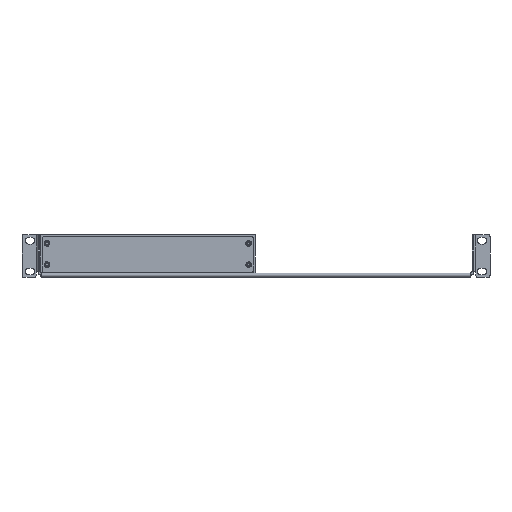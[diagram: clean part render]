
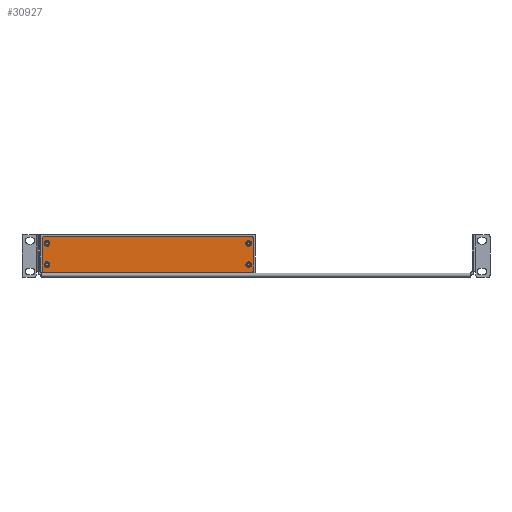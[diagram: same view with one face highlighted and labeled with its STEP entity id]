
A CAD part, top view. The second image highlights one B-rep face of the part: STEP entity #30927.
In plain terms, the highlighted face is planar.
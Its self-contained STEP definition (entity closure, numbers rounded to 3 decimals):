
#47 = CIRCLE ( 'NONE', #31083, 2. ) ;
#595 = VERTEX_POINT ( 'NONE', #1500 ) ;
#640 = CIRCLE ( 'NONE', #31151, 2. ) ;
#677 = LINE ( 'NONE', #8696, #30080 ) ;
#741 = CARTESIAN_POINT ( 'NONE',  ( 1.226, 1.2, 108.041 ) ) ;
#1105 = EDGE_CURVE ( 'NONE', #7611, #22211, #21745, .T. ) ;
#1182 = EDGE_CURVE ( 'NONE', #31588, #595, #12522, .T. ) ;
#1360 = PLANE ( 'NONE',  #25736 ) ;
#1500 = CARTESIAN_POINT ( 'NONE',  ( 36., 1.2, -109. ) ) ;
#2312 = ORIENTED_EDGE ( 'NONE', *, *, #1182, .F. ) ;
#2540 = VECTOR ( 'NONE', #3227, 1000. ) ;
#2958 = EDGE_CURVE ( 'NONE', #7689, #28533, #47, .T. ) ;
#3162 = DIRECTION ( 'NONE',  ( 0., 0., 1. ) ) ;
#3227 = DIRECTION ( 'NONE',  ( 0., 0., -1. ) ) ;
#3521 = EDGE_CURVE ( 'NONE', #17626, #7131, #18234, .T. ) ;
#3977 = ORIENTED_EDGE ( 'NONE', *, *, #31628, .T. ) ;
#4015 = DIRECTION ( 'NONE',  ( 1., 0., 0. ) ) ;
#4090 = DIRECTION ( 'NONE',  ( 0., 1., 0. ) ) ;
#4682 = CARTESIAN_POINT ( 'NONE',  ( 0., 1.2, -109. ) ) ;
#4812 = EDGE_CURVE ( 'NONE', #28533, #33260, #31204, .T. ) ;
#5577 = CARTESIAN_POINT ( 'NONE',  ( 31.1, 1.2, -104. ) ) ;
#6649 = AXIS2_PLACEMENT_3D ( 'NONE', #15702, #26106, #28832 ) ;
#7131 = VERTEX_POINT ( 'NONE', #29786 ) ;
#7135 = FACE_BOUND ( 'NONE', #11434, .T. ) ;
#7611 = VERTEX_POINT ( 'NONE', #10242 ) ;
#7689 = VERTEX_POINT ( 'NONE', #18418 ) ;
#7831 = VECTOR ( 'NONE', #11488, 1000. ) ;
#8337 = CARTESIAN_POINT ( 'NONE',  ( 35.366, 1.2, 108.041 ) ) ;
#8431 = CARTESIAN_POINT ( 'NONE',  ( 1.226, 1.2, -108.277 ) ) ;
#8445 = DIRECTION ( 'NONE',  ( 0., 0., 1. ) ) ;
#8696 = CARTESIAN_POINT ( 'NONE',  ( 0., 1.2, 109. ) ) ;
#9053 = VERTEX_POINT ( 'NONE', #18460 ) ;
#9175 = EDGE_CURVE ( 'NONE', #9053, #7131, #33067, .T. ) ;
#9361 = DIRECTION ( 'NONE',  ( 0., 0., -1. ) ) ;
#9387 = VERTEX_POINT ( 'NONE', #19455 ) ;
#9562 = VERTEX_POINT ( 'NONE', #14995 ) ;
#9887 = EDGE_CURVE ( 'NONE', #33260, #595, #640, .T. ) ;
#9936 = ORIENTED_EDGE ( 'NONE', *, *, #4812, .T. ) ;
#9943 = CARTESIAN_POINT ( 'NONE',  ( 9.1, 1.2, 104. ) ) ;
#10111 = DIRECTION ( 'NONE',  ( 0., 0., -1. ) ) ;
#10133 = ORIENTED_EDGE ( 'NONE', *, *, #3521, .T. ) ;
#10242 = CARTESIAN_POINT ( 'NONE',  ( 2.5, 1.2, -108.277 ) ) ;
#10368 = CIRCLE ( 'NONE', #14191, 2.1 ) ;
#11377 = ORIENTED_EDGE ( 'NONE', *, *, #17912, .T. ) ;
#11434 = EDGE_LOOP ( 'NONE', ( #3977 ) ) ;
#11488 = DIRECTION ( 'NONE',  ( 0., 0., -1. ) ) ;
#12437 = FACE_BOUND ( 'NONE', #20838, .T. ) ;
#12450 = VERTEX_POINT ( 'NONE', #17388 ) ;
#12522 = LINE ( 'NONE', #4682, #16301 ) ;
#12830 = DIRECTION ( 'NONE',  ( 0., -1., 0. ) ) ;
#13180 = EDGE_LOOP ( 'NONE', ( #19647 ) ) ;
#13506 = ORIENTED_EDGE ( 'NONE', *, *, #30832, .T. ) ;
#13771 = AXIS2_PLACEMENT_3D ( 'NONE', #19174, #16276, #18668 ) ;
#14191 = AXIS2_PLACEMENT_3D ( 'NONE', #5577, #16302, #26711 ) ;
#14215 = LINE ( 'NONE', #32479, #7831 ) ;
#14312 = FACE_BOUND ( 'NONE', #13180, .T. ) ;
#14874 = ORIENTED_EDGE ( 'NONE', *, *, #30505, .F. ) ;
#14995 = CARTESIAN_POINT ( 'NONE',  ( 9.1, 1.2, -101.9 ) ) ;
#15359 = VECTOR ( 'NONE', #8445, 1000. ) ;
#15702 = CARTESIAN_POINT ( 'NONE',  ( 9.1, 1.2, -104. ) ) ;
#16084 = ORIENTED_EDGE ( 'NONE', *, *, #9887, .T. ) ;
#16184 = CARTESIAN_POINT ( 'NONE',  ( 38., 1.2, 109. ) ) ;
#16267 = CARTESIAN_POINT ( 'NONE',  ( 36., 1.2, -107. ) ) ;
#16276 = DIRECTION ( 'NONE',  ( 0., -1., 0. ) ) ;
#16301 = VECTOR ( 'NONE', #4015, 1000. ) ;
#16302 = DIRECTION ( 'NONE',  ( 0., -1., 0. ) ) ;
#16354 = DIRECTION ( 'NONE',  ( 1., 0., 0. ) ) ;
#16727 = CARTESIAN_POINT ( 'NONE',  ( 9.1, 1.2, 101.9 ) ) ;
#16943 = AXIS2_PLACEMENT_3D ( 'NONE', #9943, #12830, #10111 ) ;
#17388 = CARTESIAN_POINT ( 'NONE',  ( 31.1, 1.2, 101.9 ) ) ;
#17626 = VERTEX_POINT ( 'NONE', #741 ) ;
#17912 = EDGE_CURVE ( 'NONE', #24732, #24732, #24027, .T. ) ;
#18234 = LINE ( 'NONE', #8337, #31786 ) ;
#18418 = CARTESIAN_POINT ( 'NONE',  ( 36., 1.2, 109. ) ) ;
#18460 = CARTESIAN_POINT ( 'NONE',  ( 2.5, 1.2, 109. ) ) ;
#18668 = DIRECTION ( 'NONE',  ( 0., 0., -1. ) ) ;
#19174 = CARTESIAN_POINT ( 'NONE',  ( 31.1, 1.2, 104. ) ) ;
#19455 = CARTESIAN_POINT ( 'NONE',  ( 31.1, 1.2, -101.9 ) ) ;
#19647 = ORIENTED_EDGE ( 'NONE', *, *, #23489, .T. ) ;
#20095 = CARTESIAN_POINT ( 'NONE',  ( 0., 1.2, 109. ) ) ;
#20403 = ORIENTED_EDGE ( 'NONE', *, *, #30720, .T. ) ;
#20838 = EDGE_LOOP ( 'NONE', ( #20403 ) ) ;
#20842 = CIRCLE ( 'NONE', #13771, 2.1 ) ;
#20868 = CARTESIAN_POINT ( 'NONE',  ( 38., 1.2, -107. ) ) ;
#21394 = LINE ( 'NONE', #31803, #15359 ) ;
#21558 = ORIENTED_EDGE ( 'NONE', *, *, #30449, .T. ) ;
#21745 = LINE ( 'NONE', #32144, #29466 ) ;
#22211 = VERTEX_POINT ( 'NONE', #8431 ) ;
#22480 = CARTESIAN_POINT ( 'NONE',  ( 2.5, 1.2, 109. ) ) ;
#22731 = DIRECTION ( 'NONE',  ( 0., 1., 0. ) ) ;
#22939 = CARTESIAN_POINT ( 'NONE',  ( 38., 1.2, 107. ) ) ;
#23489 = EDGE_CURVE ( 'NONE', #9387, #9387, #10368, .T. ) ;
#23689 = DIRECTION ( 'NONE',  ( 1., 0., 0. ) ) ;
#24027 = CIRCLE ( 'NONE', #16943, 2.1 ) ;
#24732 = VERTEX_POINT ( 'NONE', #16727 ) ;
#25164 = ORIENTED_EDGE ( 'NONE', *, *, #9175, .F. ) ;
#25649 = VECTOR ( 'NONE', #9361, 1000. ) ;
#25736 = AXIS2_PLACEMENT_3D ( 'NONE', #20095, #4090, #33228 ) ;
#26106 = DIRECTION ( 'NONE',  ( 0., -1., 0. ) ) ;
#26711 = DIRECTION ( 'NONE',  ( 0., 0., 1. ) ) ;
#26857 = CARTESIAN_POINT ( 'NONE',  ( 2.5, 1.2, -109. ) ) ;
#27837 = CARTESIAN_POINT ( 'NONE',  ( 36., 1.2, 107. ) ) ;
#27943 = FACE_OUTER_BOUND ( 'NONE', #31632, .T. ) ;
#28533 = VERTEX_POINT ( 'NONE', #22939 ) ;
#28752 = EDGE_LOOP ( 'NONE', ( #11377 ) ) ;
#28832 = DIRECTION ( 'NONE',  ( 0., 0., 1. ) ) ;
#28905 = DIRECTION ( 'NONE',  ( 0., 1., 0. ) ) ;
#29466 = VECTOR ( 'NONE', #29595, 1000. ) ;
#29595 = DIRECTION ( 'NONE',  ( -1., 0., 0. ) ) ;
#29786 = CARTESIAN_POINT ( 'NONE',  ( 2.5, 1.2, 108.041 ) ) ;
#30080 = VECTOR ( 'NONE', #16354, 1000. ) ;
#30449 = EDGE_CURVE ( 'NONE', #22211, #17626, #21394, .T. ) ;
#30505 = EDGE_CURVE ( 'NONE', #7611, #31588, #14215, .T. ) ;
#30720 = EDGE_CURVE ( 'NONE', #9562, #9562, #32797, .T. ) ;
#30832 = EDGE_CURVE ( 'NONE', #9053, #7689, #677, .T. ) ;
#30927 = ADVANCED_FACE ( 'NONE', ( #27943, #7135, #32730, #12437, #14312 ), #1360, .T. ) ;
#31083 = AXIS2_PLACEMENT_3D ( 'NONE', #27837, #22731, #33128 ) ;
#31096 = ORIENTED_EDGE ( 'NONE', *, *, #2958, .T. ) ;
#31151 = AXIS2_PLACEMENT_3D ( 'NONE', #16267, #28905, #3162 ) ;
#31204 = LINE ( 'NONE', #16184, #2540 ) ;
#31588 = VERTEX_POINT ( 'NONE', #26857 ) ;
#31628 = EDGE_CURVE ( 'NONE', #12450, #12450, #20842, .T. ) ;
#31632 = EDGE_LOOP ( 'NONE', ( #14874, #33461, #21558, #10133, #25164, #13506, #31096, #9936, #16084, #2312 ) ) ;
#31786 = VECTOR ( 'NONE', #23689, 1000. ) ;
#31803 = CARTESIAN_POINT ( 'NONE',  ( 1.226, 1.2, -108.277 ) ) ;
#32144 = CARTESIAN_POINT ( 'NONE',  ( 35.366, 1.2, -108.277 ) ) ;
#32479 = CARTESIAN_POINT ( 'NONE',  ( 2.5, 1.2, 109. ) ) ;
#32730 = FACE_BOUND ( 'NONE', #28752, .T. ) ;
#32797 = CIRCLE ( 'NONE', #6649, 2.1 ) ;
#33067 = LINE ( 'NONE', #22480, #25649 ) ;
#33128 = DIRECTION ( 'NONE',  ( 0., 0., 1. ) ) ;
#33228 = DIRECTION ( 'NONE',  ( 1., 0., 0. ) ) ;
#33260 = VERTEX_POINT ( 'NONE', #20868 ) ;
#33461 = ORIENTED_EDGE ( 'NONE', *, *, #1105, .T. ) ;
